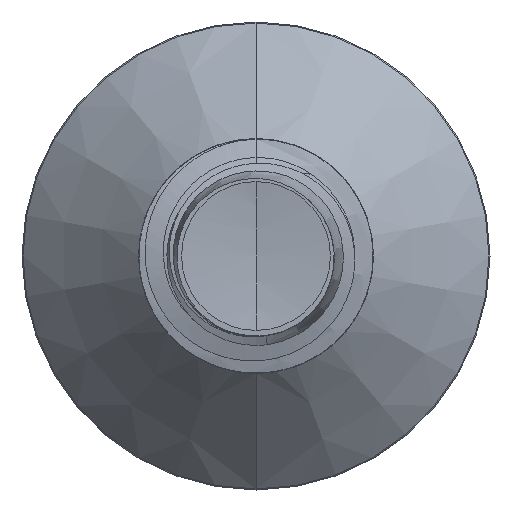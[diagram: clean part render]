
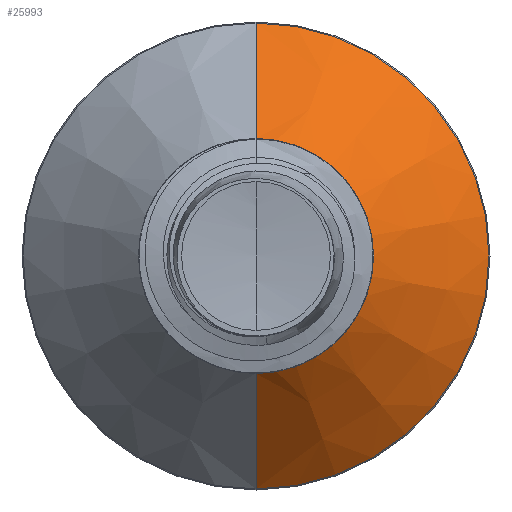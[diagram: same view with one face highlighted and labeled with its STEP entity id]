
A CAD part, front view. The second image highlights one B-rep face of the part: STEP entity #25993.
In plain terms, the highlighted conical face has half-angle 45 degrees and reference radius 1.256 mm.
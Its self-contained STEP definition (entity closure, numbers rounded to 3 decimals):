
#386 = VERTEX_POINT ( 'NONE', #31260 ) ;
#443 = CARTESIAN_POINT ( 'NONE',  ( 0., 13.206, 0. ) ) ;
#969 = CONICAL_SURFACE ( 'NONE', #34590, 1.256, 0.785 ) ;
#2769 = DIRECTION ( 'NONE',  ( 0., 1., 0. ) ) ;
#3172 = DIRECTION ( 'NONE',  ( 0., 0., 1. ) ) ;
#3836 = EDGE_CURVE ( 'NONE', #386, #20080, #14153, .T. ) ;
#4781 = LINE ( 'NONE', #11336, #32374 ) ;
#5132 = CARTESIAN_POINT ( 'NONE',  ( 0., 14.439, -2.489 ) ) ;
#7257 = DIRECTION ( 'NONE',  ( 0., 0., 1. ) ) ;
#8047 = AXIS2_PLACEMENT_3D ( 'NONE', #18827, #2769, #21518 ) ;
#8782 = CARTESIAN_POINT ( 'NONE',  ( 0., 14.439, 2.489 ) ) ;
#8984 = FACE_OUTER_BOUND ( 'NONE', #14776, .T. ) ;
#11336 = CARTESIAN_POINT ( 'NONE',  ( 0., 13.206, 1.256 ) ) ;
#12381 = EDGE_CURVE ( 'NONE', #20080, #12601, #23705, .T. ) ;
#12601 = VERTEX_POINT ( 'NONE', #5132 ) ;
#12602 = ORIENTED_EDGE ( 'NONE', *, *, #3836, .T. ) ;
#12645 = DIRECTION ( 'NONE',  ( 0., 1., 0. ) ) ;
#13812 = DIRECTION ( 'NONE',  ( 0., 0.707, -0.707 ) ) ;
#14153 = CIRCLE ( 'NONE', #29209, 1.256 ) ;
#14776 = EDGE_LOOP ( 'NONE', ( #12602, #26834, #33866, #20569 ) ) ;
#16587 = VECTOR ( 'NONE', #13812, 1000. ) ;
#16889 = CIRCLE ( 'NONE', #8047, 2.489 ) ;
#18827 = CARTESIAN_POINT ( 'NONE',  ( 0., 14.439, 0. ) ) ;
#19076 = CARTESIAN_POINT ( 'NONE',  ( 0., 13.206, -1.256 ) ) ;
#19234 = DIRECTION ( 'NONE',  ( 0., 1., 0. ) ) ;
#20080 = VERTEX_POINT ( 'NONE', #29943 ) ;
#20569 = ORIENTED_EDGE ( 'NONE', *, *, #21806, .F. ) ;
#21518 = DIRECTION ( 'NONE',  ( 0., 0., 1. ) ) ;
#21806 = EDGE_CURVE ( 'NONE', #386, #34191, #4781, .T. ) ;
#23705 = LINE ( 'NONE', #19076, #16587 ) ;
#25988 = CARTESIAN_POINT ( 'NONE',  ( 0., 13.206, 0. ) ) ;
#25993 = ADVANCED_FACE ( 'NONE', ( #8984 ), #969, .T. ) ;
#26834 = ORIENTED_EDGE ( 'NONE', *, *, #12381, .T. ) ;
#29209 = AXIS2_PLACEMENT_3D ( 'NONE', #443, #19234, #3172 ) ;
#29943 = CARTESIAN_POINT ( 'NONE',  ( 0., 13.206, -1.256 ) ) ;
#30943 = EDGE_CURVE ( 'NONE', #34191, #12601, #16889, .T. ) ;
#31260 = CARTESIAN_POINT ( 'NONE',  ( 0., 13.206, 1.256 ) ) ;
#32374 = VECTOR ( 'NONE', #32729, 1000. ) ;
#32729 = DIRECTION ( 'NONE',  ( 0., 0.707, 0.707 ) ) ;
#33866 = ORIENTED_EDGE ( 'NONE', *, *, #30943, .F. ) ;
#34191 = VERTEX_POINT ( 'NONE', #8782 ) ;
#34590 = AXIS2_PLACEMENT_3D ( 'NONE', #25988, #12645, #7257 ) ;
